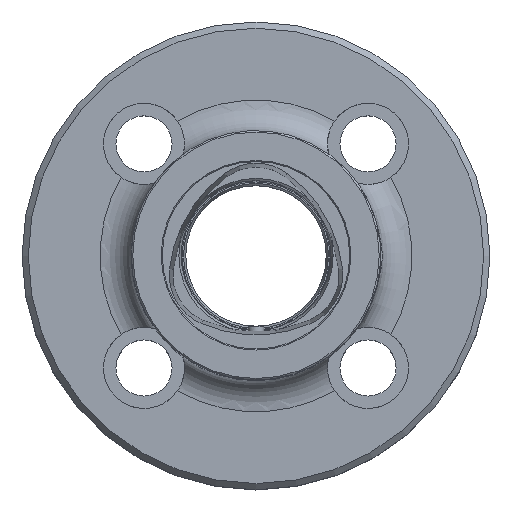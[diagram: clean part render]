
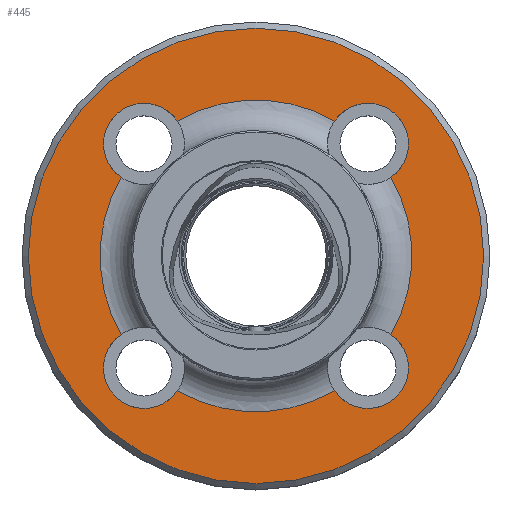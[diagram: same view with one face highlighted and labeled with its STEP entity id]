
A CAD part, top view. The second image highlights one B-rep face of the part: STEP entity #445.
In plain terms, the highlighted planar face has unit normal (0, 0, 1).
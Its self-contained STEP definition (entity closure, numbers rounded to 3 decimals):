
#109=PLANE('',#2060);
#322=FACE_BOUND('',#657,.T.);
#323=FACE_BOUND('',#658,.T.);
#445=ADVANCED_FACE('',(#322,#323),#109,.T.);
#657=EDGE_LOOP('',(#958,#959,#960,#961,#962,#963,#964,#965));
#658=EDGE_LOOP('',(#966));
#958=ORIENTED_EDGE('',*,*,#1671,.F.);
#959=ORIENTED_EDGE('',*,*,#1603,.T.);
#960=ORIENTED_EDGE('',*,*,#1672,.F.);
#961=ORIENTED_EDGE('',*,*,#1646,.T.);
#962=ORIENTED_EDGE('',*,*,#1673,.F.);
#963=ORIENTED_EDGE('',*,*,#1599,.T.);
#964=ORIENTED_EDGE('',*,*,#1674,.F.);
#965=ORIENTED_EDGE('',*,*,#1595,.T.);
#966=ORIENTED_EDGE('',*,*,#1675,.T.);
#1403=VERTEX_POINT('',#2894);
#1404=VERTEX_POINT('',#2896);
#1407=VERTEX_POINT('',#2919);
#1408=VERTEX_POINT('',#2921);
#1411=VERTEX_POINT('',#2945);
#1412=VERTEX_POINT('',#2946);
#1450=VERTEX_POINT('',#3180);
#1451=VERTEX_POINT('',#3181);
#1472=VERTEX_POINT('',#3298);
#1595=EDGE_CURVE('',#1404,#1403,#1858,.T.);
#1599=EDGE_CURVE('',#1408,#1407,#1860,.T.);
#1603=EDGE_CURVE('',#1411,#1412,#1862,.T.);
#1646=EDGE_CURVE('',#1450,#1451,#1877,.T.);
#1671=EDGE_CURVE('',#1411,#1403,#1889,.T.);
#1672=EDGE_CURVE('',#1450,#1412,#1890,.T.);
#1673=EDGE_CURVE('',#1408,#1451,#1891,.T.);
#1674=EDGE_CURVE('',#1404,#1407,#1892,.T.);
#1675=EDGE_CURVE('',#1472,#1472,#1893,.T.);
#1858=CIRCLE('',#2011,50.);
#1860=CIRCLE('',#2014,50.);
#1862=CIRCLE('',#2017,50.);
#1877=CIRCLE('',#2035,50.);
#1889=CIRCLE('',#2055,13.);
#1890=CIRCLE('',#2056,13.);
#1891=CIRCLE('',#2057,13.);
#1892=CIRCLE('',#2058,13.);
#1893=CIRCLE('',#2059,73.);
#2011=AXIS2_PLACEMENT_3D('',#2895,#2280,#2281);
#2014=AXIS2_PLACEMENT_3D('',#2920,#2286,#2287);
#2017=AXIS2_PLACEMENT_3D('',#2944,#2292,#2293);
#2035=AXIS2_PLACEMENT_3D('',#3179,#2344,#2345);
#2055=AXIS2_PLACEMENT_3D('',#3293,#2386,#2387);
#2056=AXIS2_PLACEMENT_3D('',#3294,#2388,#2389);
#2057=AXIS2_PLACEMENT_3D('',#3295,#2390,#2391);
#2058=AXIS2_PLACEMENT_3D('',#3296,#2392,#2393);
#2059=AXIS2_PLACEMENT_3D('',#3297,#2394,#2395);
#2060=AXIS2_PLACEMENT_3D('',#3299,#2396,#2397);
#2280=DIRECTION('',(0.,0.,-1.));
#2281=DIRECTION('',(1.,0.,0.));
#2286=DIRECTION('',(0.,0.,-1.));
#2287=DIRECTION('',(1.,0.,0.));
#2292=DIRECTION('',(0.,0.,-1.));
#2293=DIRECTION('',(1.,0.,0.));
#2344=DIRECTION('',(0.,0.,-1.));
#2345=DIRECTION('',(1.,0.,0.));
#2386=DIRECTION('',(0.,0.,1.));
#2387=DIRECTION('',(1.,0.,0.));
#2388=DIRECTION('',(0.,0.,1.));
#2389=DIRECTION('',(1.,0.,0.));
#2390=DIRECTION('',(0.,0.,1.));
#2391=DIRECTION('',(1.,0.,0.));
#2392=DIRECTION('',(0.,0.,1.));
#2393=DIRECTION('',(1.,0.,0.));
#2394=DIRECTION('',(0.,0.,1.));
#2395=DIRECTION('',(1.,0.,0.));
#2396=DIRECTION('',(0.,0.,1.));
#2397=DIRECTION('',(1.,0.,0.));
#2894=CARTESIAN_POINT('',(-25.157,-43.21,21.));
#2895=CARTESIAN_POINT('',(0.,0.,21.));
#2896=CARTESIAN_POINT('',(25.157,-43.21,21.));
#2919=CARTESIAN_POINT('',(43.21,-25.157,21.));
#2920=CARTESIAN_POINT('',(0.,0.,21.));
#2921=CARTESIAN_POINT('',(43.21,25.157,21.));
#2944=CARTESIAN_POINT('',(0.,0.,21.));
#2945=CARTESIAN_POINT('',(-43.21,-25.157,21.));
#2946=CARTESIAN_POINT('',(-43.21,25.157,21.));
#3179=CARTESIAN_POINT('',(0.,0.,21.));
#3180=CARTESIAN_POINT('',(-25.157,43.21,21.));
#3181=CARTESIAN_POINT('',(25.157,43.21,21.));
#3293=CARTESIAN_POINT('',(-35.921,-35.921,21.));
#3294=CARTESIAN_POINT('',(-35.921,35.921,21.));
#3295=CARTESIAN_POINT('',(35.921,35.921,21.));
#3296=CARTESIAN_POINT('',(35.921,-35.921,21.));
#3297=CARTESIAN_POINT('',(0.,0.,21.));
#3298=CARTESIAN_POINT('',(73.,0.,21.));
#3299=CARTESIAN_POINT('',(0.,0.,21.));
